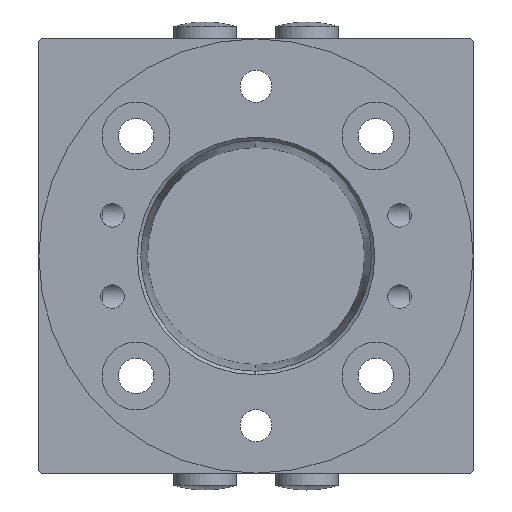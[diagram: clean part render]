
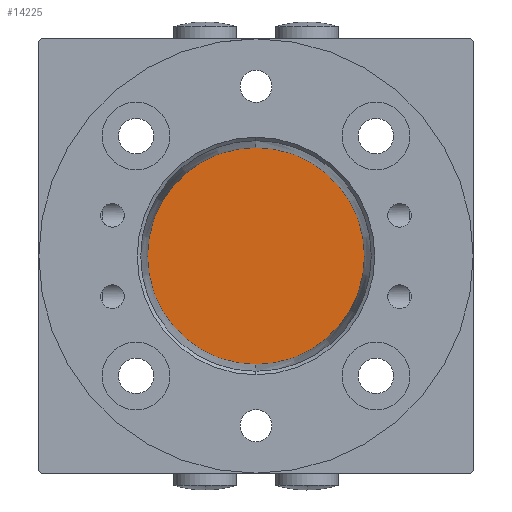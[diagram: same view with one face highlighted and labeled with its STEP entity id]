
A CAD part, front view. The second image highlights one B-rep face of the part: STEP entity #14225.
In plain terms, the highlighted planar face has unit normal (0, -1, 0).
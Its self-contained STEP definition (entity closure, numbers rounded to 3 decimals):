
#199 = CARTESIAN_POINT ( 'NONE',  ( 15.564, -4., 10.898 ) ) ;
#513 = EDGE_CURVE ( 'NONE', #10358, #8137, #8932, .T. ) ;
#625 = DIRECTION ( 'NONE',  ( 0., 1., 0. ) ) ;
#676 = EDGE_CURVE ( 'NONE', #11281, #12625, #16535, .T. ) ;
#758 = EDGE_CURVE ( 'NONE', #12078, #19023, #7674, .T. ) ;
#860 = EDGE_CURVE ( 'NONE', #9207, #11367, #8915, .T. ) ;
#902 = CIRCLE ( 'NONE', #19001, 1.35 ) ;
#925 = EDGE_CURVE ( 'NONE', #17381, #1855, #8425, .T. ) ;
#1005 = DIRECTION ( 'NONE',  ( 1., 0., 0. ) ) ;
#1041 = EDGE_CURVE ( 'NONE', #1855, #17381, #2328, .T. ) ;
#1138 = EDGE_CURVE ( 'NONE', #19023, #12078, #902, .T. ) ;
#1161 = EDGE_CURVE ( 'NONE', #11367, #9207, #16058, .T. ) ;
#1165 = EDGE_CURVE ( 'NONE', #8137, #10358, #8171, .T. ) ;
#1268 = EDGE_CURVE ( 'NONE', #12625, #11281, #2096, .T. ) ;
#1855 = VERTEX_POINT ( 'NONE', #3758 ) ;
#2096 = CIRCLE ( 'NONE', #18887, 1.35 ) ;
#2328 = CIRCLE ( 'NONE', #19135, 21.5 ) ;
#2364 = FACE_BOUND ( 'NONE', #7624, .T. ) ;
#2452 = DIRECTION ( 'NONE',  ( 0., 1., 0. ) ) ;
#2786 = DIRECTION ( 'NONE',  ( 1., 0., 0. ) ) ;
#3173 = CARTESIAN_POINT ( 'NONE',  ( -15.564, -4., -10.898 ) ) ;
#3521 = CARTESIAN_POINT ( 'NONE',  ( 14.214, -4., -10.898 ) ) ;
#3758 = CARTESIAN_POINT ( 'NONE',  ( -21.5, -4., 0. ) ) ;
#3799 = DIRECTION ( 'NONE',  ( 1., 0., 0. ) ) ;
#3992 = DIRECTION ( 'NONE',  ( 0., 1., 0. ) ) ;
#4029 = ORIENTED_EDGE ( 'NONE', *, *, #1161, .T. ) ;
#4884 = ORIENTED_EDGE ( 'NONE', *, *, #1041, .F. ) ;
#5067 = ORIENTED_EDGE ( 'NONE', *, *, #1165, .T. ) ;
#5311 = CARTESIAN_POINT ( 'NONE',  ( -15.564, -4., 10.898 ) ) ;
#5524 = DIRECTION ( 'NONE',  ( 0., 1., 0. ) ) ;
#5539 = ORIENTED_EDGE ( 'NONE', *, *, #860, .T. ) ;
#5614 = ORIENTED_EDGE ( 'NONE', *, *, #513, .T. ) ;
#5658 = CARTESIAN_POINT ( 'NONE',  ( -15.564, -4., -10.898 ) ) ;
#6448 = CARTESIAN_POINT ( 'NONE',  ( 15.564, -4., -10.898 ) ) ;
#6468 = FACE_BOUND ( 'NONE', #6958, .T. ) ;
#6646 = CARTESIAN_POINT ( 'NONE',  ( 21.5, -4., 0. ) ) ;
#6738 = CARTESIAN_POINT ( 'NONE',  ( -14.214, -4., -10.898 ) ) ;
#6958 = EDGE_LOOP ( 'NONE', ( #8418, #10061 ) ) ;
#7265 = DIRECTION ( 'NONE',  ( 0., 1., 0. ) ) ;
#7624 = EDGE_LOOP ( 'NONE', ( #4029, #5539 ) ) ;
#7674 = CIRCLE ( 'NONE', #19423, 1.35 ) ;
#7815 = DIRECTION ( 'NONE',  ( 1., 0., 0. ) ) ;
#7879 = DIRECTION ( 'NONE',  ( 1., 0., 0. ) ) ;
#7987 = DIRECTION ( 'NONE',  ( 1., 0., 0. ) ) ;
#8061 = EDGE_LOOP ( 'NONE', ( #5067, #5614 ) ) ;
#8137 = VERTEX_POINT ( 'NONE', #6738 ) ;
#8171 = CIRCLE ( 'NONE', #18914, 1.35 ) ;
#8327 = CARTESIAN_POINT ( 'NONE',  ( -14.214, -4., 10.898 ) ) ;
#8418 = ORIENTED_EDGE ( 'NONE', *, *, #1138, .T. ) ;
#8425 = CIRCLE ( 'NONE', #19271, 21.5 ) ;
#8460 = CARTESIAN_POINT ( 'NONE',  ( -16.914, -4., 10.898 ) ) ;
#8686 = AXIS2_PLACEMENT_3D ( 'NONE', #17311, #12912, #3799 ) ;
#8915 = CIRCLE ( 'NONE', #19316, 1.35 ) ;
#8932 = CIRCLE ( 'NONE', #18101, 1.35 ) ;
#9207 = VERTEX_POINT ( 'NONE', #3521 ) ;
#9466 = DIRECTION ( 'NONE',  ( 0., 1., 0. ) ) ;
#9995 = PLANE ( 'NONE',  #8686 ) ;
#10061 = ORIENTED_EDGE ( 'NONE', *, *, #758, .T. ) ;
#10312 = DIRECTION ( 'NONE',  ( 1., 0., 0. ) ) ;
#10358 = VERTEX_POINT ( 'NONE', #12421 ) ;
#11281 = VERTEX_POINT ( 'NONE', #19036 ) ;
#11367 = VERTEX_POINT ( 'NONE', #12046 ) ;
#11454 = DIRECTION ( 'NONE',  ( 1., 0., 0. ) ) ;
#12046 = CARTESIAN_POINT ( 'NONE',  ( 16.914, -4., -10.898 ) ) ;
#12078 = VERTEX_POINT ( 'NONE', #8460 ) ;
#12421 = CARTESIAN_POINT ( 'NONE',  ( -16.914, -4., -10.898 ) ) ;
#12508 = AXIS2_PLACEMENT_3D ( 'NONE', #12620, #5524, #2786 ) ;
#12620 = CARTESIAN_POINT ( 'NONE',  ( 15.564, -4., 10.898 ) ) ;
#12625 = VERTEX_POINT ( 'NONE', #15250 ) ;
#12912 = DIRECTION ( 'NONE',  ( 0., 1., 0. ) ) ;
#13104 = CARTESIAN_POINT ( 'NONE',  ( -15.564, -4., 10.898 ) ) ;
#13270 = EDGE_LOOP ( 'NONE', ( #4884, #17999 ) ) ;
#13811 = DIRECTION ( 'NONE',  ( 0., 1., 0. ) ) ;
#14037 = FACE_OUTER_BOUND ( 'NONE', #13270, .T. ) ;
#14225 = ADVANCED_FACE ( 'NONE', ( #17913, #6468, #18374, #2364, #14037 ), #9995, .F. ) ;
#14333 = EDGE_LOOP ( 'NONE', ( #18956, #17933 ) ) ;
#14616 = DIRECTION ( 'NONE',  ( 1., 0., 0. ) ) ;
#15250 = CARTESIAN_POINT ( 'NONE',  ( 16.914, -4., 10.898 ) ) ;
#15317 = DIRECTION ( 'NONE',  ( 1., 0., 0. ) ) ;
#15919 = DIRECTION ( 'NONE',  ( 0., 1., 0. ) ) ;
#16058 = CIRCLE ( 'NONE', #18938, 1.35 ) ;
#16152 = CARTESIAN_POINT ( 'NONE',  ( 15.564, -4., -10.898 ) ) ;
#16407 = DIRECTION ( 'NONE',  ( 0., 1., 0. ) ) ;
#16535 = CIRCLE ( 'NONE', #12508, 1.35 ) ;
#16877 = DIRECTION ( 'NONE',  ( 0., 1., 0. ) ) ;
#17311 = CARTESIAN_POINT ( 'NONE',  ( 0., -4., 0. ) ) ;
#17381 = VERTEX_POINT ( 'NONE', #6646 ) ;
#17439 = DIRECTION ( 'NONE',  ( 1., 0., 0. ) ) ;
#17561 = CARTESIAN_POINT ( 'NONE',  ( 0., -4., 0. ) ) ;
#17913 = FACE_BOUND ( 'NONE', #8061, .T. ) ;
#17933 = ORIENTED_EDGE ( 'NONE', *, *, #676, .T. ) ;
#17999 = ORIENTED_EDGE ( 'NONE', *, *, #925, .F. ) ;
#18101 = AXIS2_PLACEMENT_3D ( 'NONE', #3173, #13811, #15317 ) ;
#18374 = FACE_BOUND ( 'NONE', #14333, .T. ) ;
#18887 = AXIS2_PLACEMENT_3D ( 'NONE', #199, #9466, #7879 ) ;
#18914 = AXIS2_PLACEMENT_3D ( 'NONE', #5658, #7265, #10312 ) ;
#18938 = AXIS2_PLACEMENT_3D ( 'NONE', #16152, #2452, #7815 ) ;
#18956 = ORIENTED_EDGE ( 'NONE', *, *, #1268, .T. ) ;
#19001 = AXIS2_PLACEMENT_3D ( 'NONE', #13104, #16407, #1005 ) ;
#19023 = VERTEX_POINT ( 'NONE', #8327 ) ;
#19036 = CARTESIAN_POINT ( 'NONE',  ( 14.214, -4., 10.898 ) ) ;
#19116 = CARTESIAN_POINT ( 'NONE',  ( 0., -4., 0. ) ) ;
#19135 = AXIS2_PLACEMENT_3D ( 'NONE', #19116, #625, #17439 ) ;
#19271 = AXIS2_PLACEMENT_3D ( 'NONE', #17561, #3992, #14616 ) ;
#19316 = AXIS2_PLACEMENT_3D ( 'NONE', #6448, #16877, #7987 ) ;
#19423 = AXIS2_PLACEMENT_3D ( 'NONE', #5311, #15919, #11454 ) ;
